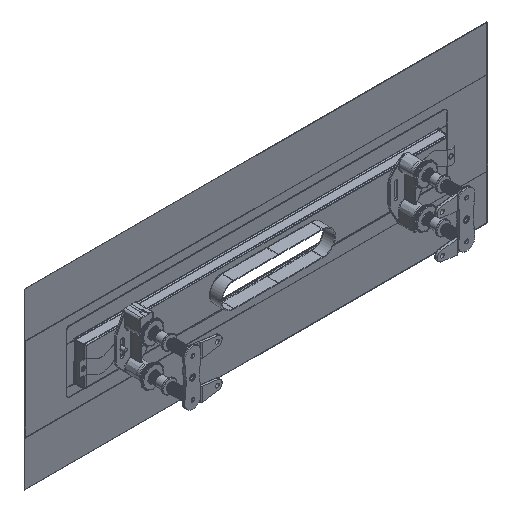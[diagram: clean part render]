
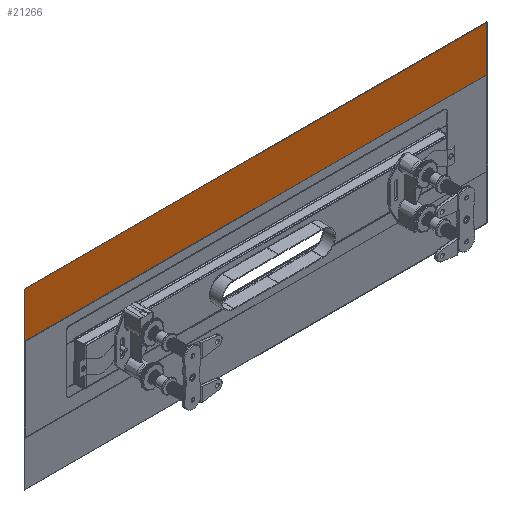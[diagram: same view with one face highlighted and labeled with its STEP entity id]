
A CAD part, isometric view. The second image highlights one B-rep face of the part: STEP entity #21266.
In plain terms, the highlighted planar face has unit normal (0, -1, 0).
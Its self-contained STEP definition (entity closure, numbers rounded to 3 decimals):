
#20466=CARTESIAN_POINT(' ',(425.5,78.1,160.));
#20467=VERTEX_POINT(' ',#20466);
#20481=CARTESIAN_POINT(' ',(425.5,78.1,160.));
#20486=DIRECTION(' ',(0.,0.,-1.));
#20491=VECTOR(' ',#20486,1.);
#20496=LINE('',#20481,#20491);
#20501=CARTESIAN_POINT(' ',(425.5,78.1,77.));
#20502=VERTEX_POINT(' ',#20501);
#20506=EDGE_CURVE(' ',#20467,#20502,#20496,.T.);
#20591=CARTESIAN_POINT(' ',(-425.5,78.1,77.));
#20596=DIRECTION(' ',(1.,0.,0.));
#20601=VECTOR(' ',#20596,1.);
#20606=LINE('',#20591,#20601);
#20611=CARTESIAN_POINT(' ',(-425.5,78.1,77.));
#20612=VERTEX_POINT(' ',#20611);
#20616=EDGE_CURVE(' ',#20612,#20502,#20606,.T.);
#20711=CARTESIAN_POINT(' ',(-425.5,78.1,160.));
#20716=DIRECTION(' ',(0.,0.,-1.));
#20721=VECTOR(' ',#20716,1.);
#20726=LINE('',#20711,#20721);
#20731=CARTESIAN_POINT(' ',(-425.5,78.1,160.));
#20732=VERTEX_POINT(' ',#20731);
#20736=EDGE_CURVE(' ',#20732,#20612,#20726,.T.);
#21006=CARTESIAN_POINT(' ',(-425.5,78.1,160.));
#21011=DIRECTION(' ',(1.,0.,0.));
#21016=VECTOR(' ',#21011,1.);
#21021=LINE('',#21006,#21016);
#21026=EDGE_CURVE(' ',#20732,#20467,#21021,.T.);
#21211=DIRECTION(' ',(0.,-1.,0.));
#21216=CARTESIAN_POINT(' ',(-425.5,78.1,160.));
#21221=DIRECTION(' ',(0.,0.,-1.));
#21226=AXIS2_PLACEMENT_3D(' ',#21216,#21211,#21221);
#21231=PLANE('',#21226);
#21236=ORIENTED_EDGE(' ',*,*,#20506,.F.);
#21241=ORIENTED_EDGE(' ',*,*,#21026,.F.);
#21246=ORIENTED_EDGE(' ',*,*,#20736,.T.);
#21251=ORIENTED_EDGE(' ',*,*,#20616,.T.);
#21256=EDGE_LOOP(' ',(#21236,#21241,#21246,#21251));
#21261=FACE_OUTER_BOUND(' ',#21256,.T.);
#21266=ADVANCED_FACE('',(#21261),#21231,.T.);
